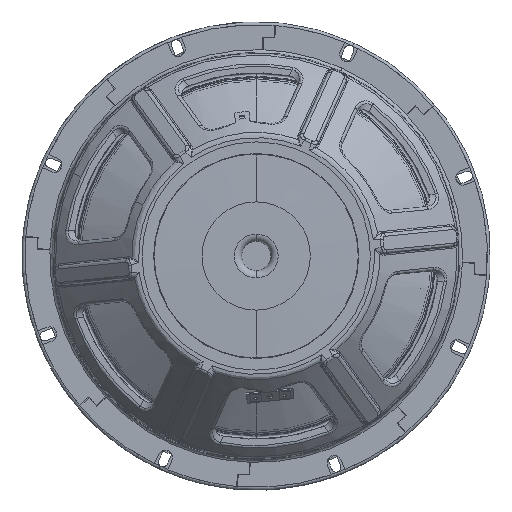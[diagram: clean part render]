
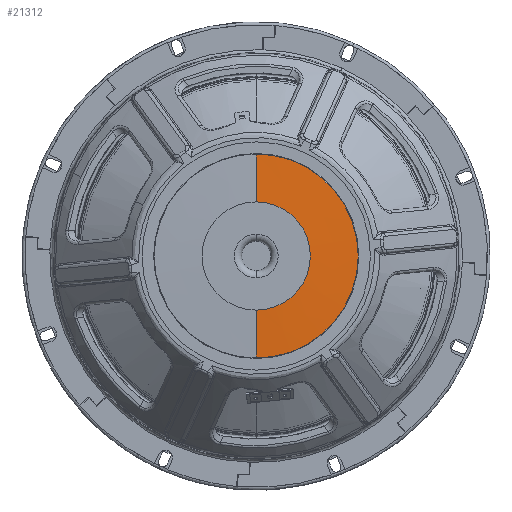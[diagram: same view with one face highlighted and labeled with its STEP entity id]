
A CAD part, front view. The second image highlights one B-rep face of the part: STEP entity #21312.
In plain terms, the highlighted conical face has half-angle 88.264 degrees and reference radius 37 mm.
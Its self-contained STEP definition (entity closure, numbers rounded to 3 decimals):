
#623 = DIRECTION ( 'NONE',  ( 0., 0.03, 1. ) ) ;
#1786 = DIRECTION ( 'NONE',  ( 0., 1., 0. ) ) ;
#3653 = LINE ( 'NONE', #60886, #58142 ) ;
#5330 = CARTESIAN_POINT ( 'NONE',  ( 0., -18.184, 0. ) ) ;
#5879 = VERTEX_POINT ( 'NONE', #19722 ) ;
#7926 = DIRECTION ( 'NONE',  ( 0., 0.03, -1. ) ) ;
#11092 = ORIENTED_EDGE ( 'NONE', *, *, #32492, .T. ) ;
#11458 = EDGE_CURVE ( 'NONE', #58522, #41295, #76023, .T. ) ;
#11875 = FACE_OUTER_BOUND ( 'NONE', #44570, .T. ) ;
#13270 = EDGE_CURVE ( 'NONE', #5879, #31392, #51176, .T. ) ;
#18070 = DIRECTION ( 'NONE',  ( 0., 0., 1. ) ) ;
#18431 = CARTESIAN_POINT ( 'NONE',  ( 0., -18.184, 37. ) ) ;
#19722 = CARTESIAN_POINT ( 'NONE',  ( 0., -17.193, -69.709 ) ) ;
#20408 = ORIENTED_EDGE ( 'NONE', *, *, #11458, .F. ) ;
#21312 = ADVANCED_FACE ( 'NONE', ( #11875 ), #46579, .T. ) ;
#21861 = AXIS2_PLACEMENT_3D ( 'NONE', #30876, #1786, #18070 ) ;
#27424 = DIRECTION ( 'NONE',  ( 0., -1., 0. ) ) ;
#30876 = CARTESIAN_POINT ( 'NONE',  ( 0., -18.184, 0. ) ) ;
#31392 = VERTEX_POINT ( 'NONE', #42843 ) ;
#32492 = EDGE_CURVE ( 'NONE', #58522, #5879, #3653, .T. ) ;
#41295 = VERTEX_POINT ( 'NONE', #59454 ) ;
#42843 = CARTESIAN_POINT ( 'NONE',  ( 0., -17.193, 69.709 ) ) ;
#44570 = EDGE_LOOP ( 'NONE', ( #20408, #11092, #68202, #68015 ) ) ;
#45016 = AXIS2_PLACEMENT_3D ( 'NONE', #63158, #75853, #51977 ) ;
#46579 = CONICAL_SURFACE ( 'NONE', #21861, 37., 1.541 ) ;
#47420 = VECTOR ( 'NONE', #623, 1000. ) ;
#51176 = CIRCLE ( 'NONE', #45016, 69.709 ) ;
#51977 = DIRECTION ( 'NONE',  ( 0., 0., -1. ) ) ;
#58117 = CARTESIAN_POINT ( 'NONE',  ( 0., -18.184, -37. ) ) ;
#58142 = VECTOR ( 'NONE', #7926, 1000. ) ;
#58522 = VERTEX_POINT ( 'NONE', #58117 ) ;
#59200 = EDGE_CURVE ( 'NONE', #41295, #31392, #71708, .T. ) ;
#59454 = CARTESIAN_POINT ( 'NONE',  ( 0., -18.184, 37. ) ) ;
#60886 = CARTESIAN_POINT ( 'NONE',  ( 0., -18.184, -37. ) ) ;
#63158 = CARTESIAN_POINT ( 'NONE',  ( 0., -17.193, 0. ) ) ;
#68015 = ORIENTED_EDGE ( 'NONE', *, *, #59200, .F. ) ;
#68202 = ORIENTED_EDGE ( 'NONE', *, *, #13270, .T. ) ;
#71708 = LINE ( 'NONE', #18431, #47420 ) ;
#72265 = AXIS2_PLACEMENT_3D ( 'NONE', #5330, #27424, #75622 ) ;
#75622 = DIRECTION ( 'NONE',  ( 0., 0., -1. ) ) ;
#75853 = DIRECTION ( 'NONE',  ( 0., -1., 0. ) ) ;
#76023 = CIRCLE ( 'NONE', #72265, 37. ) ;
